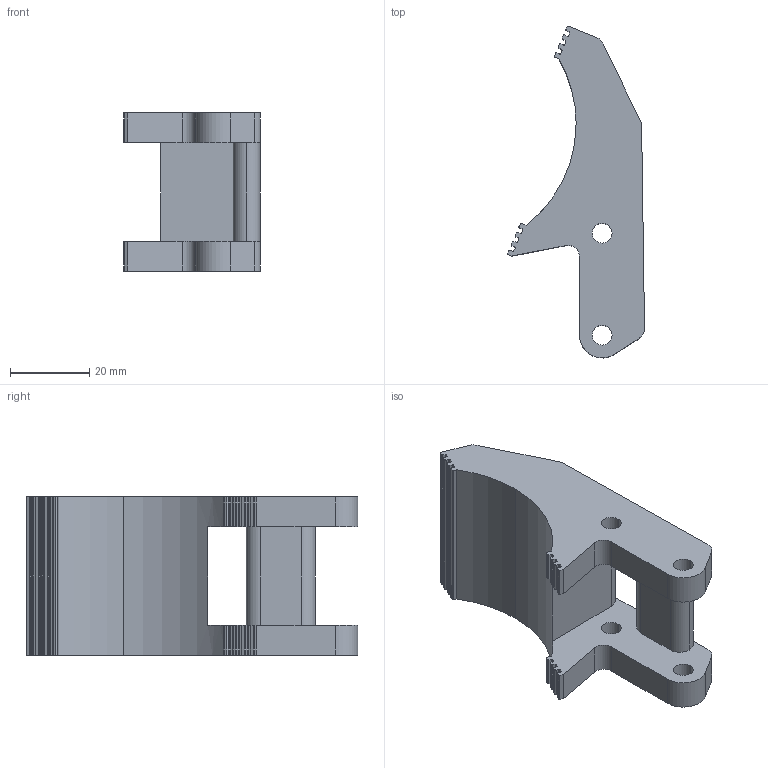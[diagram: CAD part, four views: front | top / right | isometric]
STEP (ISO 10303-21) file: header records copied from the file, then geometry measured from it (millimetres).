
FILE_DESCRIPTION (( 'STEP AP203' ), '1' );
FILE_NAME ('PINZA_Predeterminado_sldprt.STEP', '2023-11-10T06:17:41', ( '' ), ( '' ), 'SwSTEP 2.0', 'SolidWorks 2019', '' );
FILE_SCHEMA (( 'CONFIG_CONTROL_DESIGN' ));
Length unit declared in the file: millimetre
Products named in the file (1): PINZA_Predeterminado_sldprt
Bounding box: 34.62 x 83.83 x 40 mm (x, y, z)
Volume: 41298.4 mm3; surface area: 12224.3 mm2
Topology: 1 solids, 1 shells, 134 faces, 399 edges, 266 vertices
Faces by surface type: cylinder 75, plane 59
Entity records: 4652 total; most frequent: DIRECTION 821, CARTESIAN_POINT 800, ORIENTED_EDGE 798, EDGE_CURVE 399, AXIS2_PLACEMENT_3D 287, VERTEX_POINT 266, VECTOR 247, LINE 247
